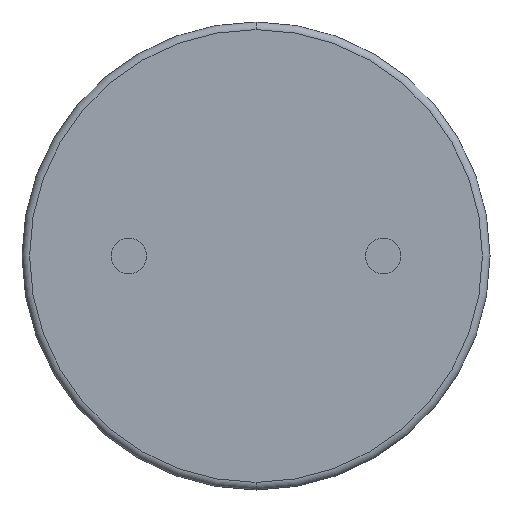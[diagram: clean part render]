
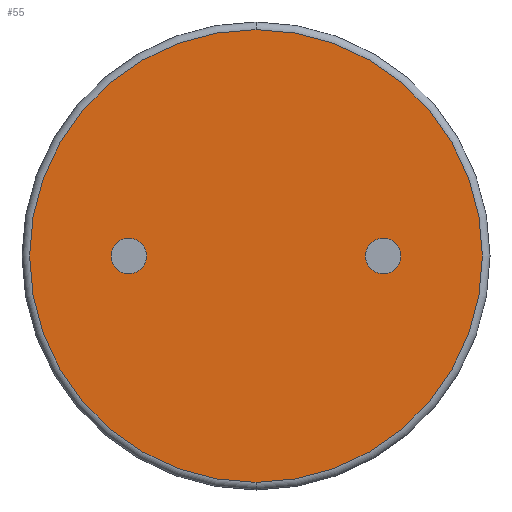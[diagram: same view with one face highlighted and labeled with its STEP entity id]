
A CAD part, front view. The second image highlights one B-rep face of the part: STEP entity #55.
In plain terms, the highlighted planar face has unit normal (0, -1, 0).
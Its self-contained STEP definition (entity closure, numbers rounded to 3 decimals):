
#22 = ORIENTED_EDGE ( 'NONE', *, *, #1439, .T. ) ;
#45 = EDGE_LOOP ( 'NONE', ( #22, #409 ) ) ;
#55 = ADVANCED_FACE ( 'NONE', ( #413, #1163, #163 ), #1915, .F. ) ;
#107 = DIRECTION ( 'NONE',  ( 0., -1., 0. ) ) ;
#139 = EDGE_LOOP ( 'NONE', ( #675, #1660 ) ) ;
#163 = FACE_BOUND ( 'NONE', #909, .T. ) ;
#185 = DIRECTION ( 'NONE',  ( 0., -1., 0. ) ) ;
#230 = CARTESIAN_POINT ( 'NONE',  ( 0., 0., -4.45 ) ) ;
#234 = EDGE_CURVE ( 'NONE', #1909, #485, #357, .T. ) ;
#290 = CIRCLE ( 'NONE', #1392, 4.45 ) ;
#302 = CARTESIAN_POINT ( 'NONE',  ( -2.5, 0., 0.35 ) ) ;
#306 = AXIS2_PLACEMENT_3D ( 'NONE', #807, #370, #827 ) ;
#320 = DIRECTION ( 'NONE',  ( 0., -1., 0. ) ) ;
#339 = DIRECTION ( 'NONE',  ( 0., 0., 1. ) ) ;
#344 = DIRECTION ( 'NONE',  ( 0., 0., 1. ) ) ;
#357 = CIRCLE ( 'NONE', #1215, 0.35 ) ;
#370 = DIRECTION ( 'NONE',  ( 0., 1., 0. ) ) ;
#409 = ORIENTED_EDGE ( 'NONE', *, *, #1269, .T. ) ;
#413 = FACE_OUTER_BOUND ( 'NONE', #45, .T. ) ;
#453 = CARTESIAN_POINT ( 'NONE',  ( -2.5, 0., 0. ) ) ;
#455 = CIRCLE ( 'NONE', #962, 0.35 ) ;
#471 = AXIS2_PLACEMENT_3D ( 'NONE', #453, #1071, #908 ) ;
#485 = VERTEX_POINT ( 'NONE', #1096 ) ;
#522 = DIRECTION ( 'NONE',  ( 0., -1., 0. ) ) ;
#539 = CARTESIAN_POINT ( 'NONE',  ( 0., 0., 0. ) ) ;
#619 = VERTEX_POINT ( 'NONE', #1125 ) ;
#629 = AXIS2_PLACEMENT_3D ( 'NONE', #1309, #185, #344 ) ;
#675 = ORIENTED_EDGE ( 'NONE', *, *, #1852, .F. ) ;
#704 = DIRECTION ( 'NONE',  ( 0., -1., 0. ) ) ;
#789 = CARTESIAN_POINT ( 'NONE',  ( 2.5, 0., 0.35 ) ) ;
#807 = CARTESIAN_POINT ( 'NONE',  ( 0., 0., 0. ) ) ;
#827 = DIRECTION ( 'NONE',  ( 0., 0., 1. ) ) ;
#908 = DIRECTION ( 'NONE',  ( 0., 0., 1. ) ) ;
#909 = EDGE_LOOP ( 'NONE', ( #1137, #1066 ) ) ;
#919 = VERTEX_POINT ( 'NONE', #230 ) ;
#962 = AXIS2_PLACEMENT_3D ( 'NONE', #1360, #107, #1512 ) ;
#969 = CARTESIAN_POINT ( 'NONE',  ( 2.5, 0., 0. ) ) ;
#1066 = ORIENTED_EDGE ( 'NONE', *, *, #1734, .F. ) ;
#1071 = DIRECTION ( 'NONE',  ( 0., -1., 0. ) ) ;
#1096 = CARTESIAN_POINT ( 'NONE',  ( 2.5, 0., -0.35 ) ) ;
#1119 = VERTEX_POINT ( 'NONE', #1831 ) ;
#1125 = CARTESIAN_POINT ( 'NONE',  ( 0., 0., 4.45 ) ) ;
#1137 = ORIENTED_EDGE ( 'NONE', *, *, #234, .F. ) ;
#1163 = FACE_BOUND ( 'NONE', #139, .T. ) ;
#1211 = EDGE_CURVE ( 'NONE', #1119, #1365, #1273, .T. ) ;
#1215 = AXIS2_PLACEMENT_3D ( 'NONE', #969, #320, #339 ) ;
#1236 = CIRCLE ( 'NONE', #1614, 0.35 ) ;
#1269 = EDGE_CURVE ( 'NONE', #919, #619, #290, .T. ) ;
#1273 = CIRCLE ( 'NONE', #471, 0.35 ) ;
#1309 = CARTESIAN_POINT ( 'NONE',  ( 0., 0., 0. ) ) ;
#1349 = DIRECTION ( 'NONE',  ( 0., 0., 1. ) ) ;
#1360 = CARTESIAN_POINT ( 'NONE',  ( 2.5, 0., 0. ) ) ;
#1365 = VERTEX_POINT ( 'NONE', #302 ) ;
#1392 = AXIS2_PLACEMENT_3D ( 'NONE', #539, #522, #1349 ) ;
#1439 = EDGE_CURVE ( 'NONE', #619, #919, #1500, .T. ) ;
#1500 = CIRCLE ( 'NONE', #629, 4.45 ) ;
#1512 = DIRECTION ( 'NONE',  ( 0., 0., 1. ) ) ;
#1614 = AXIS2_PLACEMENT_3D ( 'NONE', #1965, #704, #1990 ) ;
#1660 = ORIENTED_EDGE ( 'NONE', *, *, #1211, .F. ) ;
#1734 = EDGE_CURVE ( 'NONE', #485, #1909, #455, .T. ) ;
#1831 = CARTESIAN_POINT ( 'NONE',  ( -2.5, 0., -0.35 ) ) ;
#1852 = EDGE_CURVE ( 'NONE', #1365, #1119, #1236, .T. ) ;
#1909 = VERTEX_POINT ( 'NONE', #789 ) ;
#1915 = PLANE ( 'NONE',  #306 ) ;
#1965 = CARTESIAN_POINT ( 'NONE',  ( -2.5, 0., 0. ) ) ;
#1990 = DIRECTION ( 'NONE',  ( 0., 0., 1. ) ) ;
